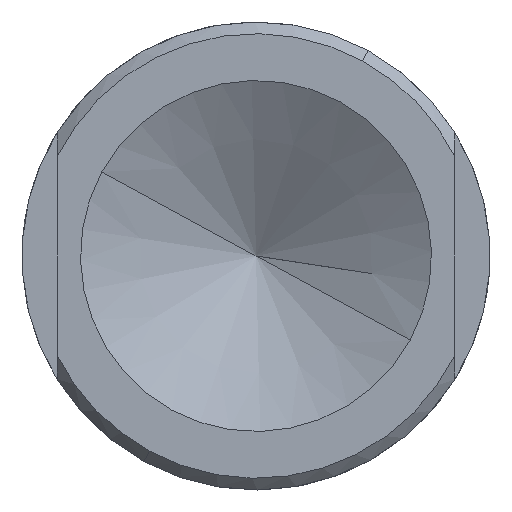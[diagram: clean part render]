
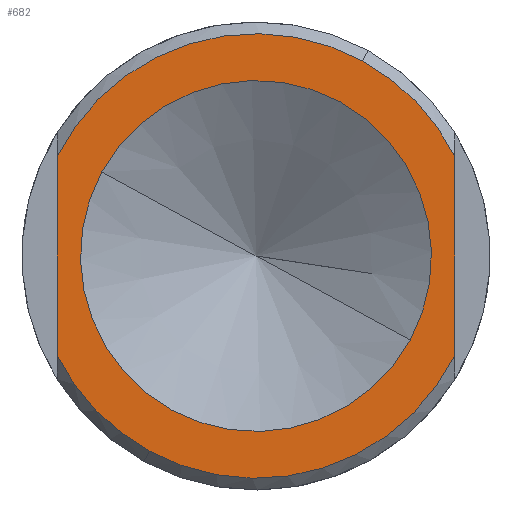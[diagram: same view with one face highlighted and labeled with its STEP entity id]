
A CAD part, front view. The second image highlights one B-rep face of the part: STEP entity #682.
In plain terms, the highlighted planar face has unit normal (0, -1, 0).
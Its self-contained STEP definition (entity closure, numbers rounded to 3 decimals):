
#515=CARTESIAN_POINT('Vertex',(-8.5,0.,-4.243)) ;
#518=CARTESIAN_POINT('Line Origine',(-8.5,0.,0.)) ;
#522=CARTESIAN_POINT('Vertex',(-8.5,0.,4.243)) ;
#551=CARTESIAN_POINT('Vertex',(-4.555,0.,-8.337)) ;
#554=CARTESIAN_POINT('Axis2P3D Location',(0.,0.,0.)) ;
#571=CARTESIAN_POINT('Axis2P3D Location',(0.,0.,0.)) ;
#575=CARTESIAN_POINT('Vertex',(8.5,0.,-4.243)) ;
#603=CARTESIAN_POINT('Vertex',(8.5,0.,4.243)) ;
#606=CARTESIAN_POINT('Line Origine',(8.5,0.,0.)) ;
#624=CARTESIAN_POINT('Vertex',(4.555,0.,8.337)) ;
#627=CARTESIAN_POINT('Axis2P3D Location',(0.,0.,0.)) ;
#639=CARTESIAN_POINT('Axis2P3D Location',(0.,0.,0.)) ;
#651=CARTESIAN_POINT('Axis2P3D Location',(0.,0.,10.)) ;
#664=CARTESIAN_POINT('Axis2P3D Location',(0.,0.,0.)) ;
#668=CARTESIAN_POINT('Vertex',(-6.582,0.,3.596)) ;
#670=CARTESIAN_POINT('Vertex',(6.582,0.,-3.596)) ;
#673=CARTESIAN_POINT('Axis2P3D Location',(0.,0.,0.)) ;
#519=DIRECTION('Vector Direction',(0.,0.,-1.)) ;
#555=DIRECTION('Axis2P3D Direction',(0.,1.,0.)) ;
#572=DIRECTION('Axis2P3D Direction',(0.,1.,0.)) ;
#607=DIRECTION('Vector Direction',(0.,0.,-1.)) ;
#628=DIRECTION('Axis2P3D Direction',(0.,1.,0.)) ;
#640=DIRECTION('Axis2P3D Direction',(0.,1.,0.)) ;
#652=DIRECTION('Axis2P3D Direction',(0.,1.,0.)) ;
#653=DIRECTION('Axis2P3D XDirection',(1.,0.,0.)) ;
#665=DIRECTION('Axis2P3D Direction',(0.,1.,0.)) ;
#674=DIRECTION('Axis2P3D Direction',(0.,1.,0.)) ;
#556=AXIS2_PLACEMENT_3D('Circle Axis2P3D',#554,#555,$) ;
#573=AXIS2_PLACEMENT_3D('Circle Axis2P3D',#571,#572,$) ;
#629=AXIS2_PLACEMENT_3D('Circle Axis2P3D',#627,#628,$) ;
#641=AXIS2_PLACEMENT_3D('Circle Axis2P3D',#639,#640,$) ;
#654=AXIS2_PLACEMENT_3D('Plane Axis2P3D',#651,#652,#653) ;
#666=AXIS2_PLACEMENT_3D('Circle Axis2P3D',#664,#665,$) ;
#675=AXIS2_PLACEMENT_3D('Circle Axis2P3D',#673,#674,$) ;
#657=ORIENTED_EDGE('',*,*,#524,.F.) ;
#658=ORIENTED_EDGE('',*,*,#558,.F.) ;
#659=ORIENTED_EDGE('',*,*,#577,.F.) ;
#660=ORIENTED_EDGE('',*,*,#610,.F.) ;
#661=ORIENTED_EDGE('',*,*,#631,.F.) ;
#662=ORIENTED_EDGE('',*,*,#643,.F.) ;
#679=ORIENTED_EDGE('',*,*,#672,.T.) ;
#680=ORIENTED_EDGE('',*,*,#677,.T.) ;
#681=FACE_BOUND('',#678,.T.) ;
#520=VECTOR('Line Direction',#519,1.) ;
#608=VECTOR('Line Direction',#607,1.) ;
#682=ADVANCED_FACE('',(#663,#681),#655,.F.) ;
#557=CIRCLE('generated circle',#556,9.5) ;
#574=CIRCLE('generated circle',#573,9.5) ;
#630=CIRCLE('generated circle',#629,9.5) ;
#642=CIRCLE('generated circle',#641,9.5) ;
#667=CIRCLE('generated circle',#666,7.5) ;
#676=CIRCLE('generated circle',#675,7.5) ;
#524=EDGE_CURVE('',#516,#523,#521,.F.) ;
#558=EDGE_CURVE('',#552,#516,#557,.T.) ;
#577=EDGE_CURVE('',#576,#552,#574,.T.) ;
#610=EDGE_CURVE('',#604,#576,#609,.T.) ;
#631=EDGE_CURVE('',#625,#604,#630,.T.) ;
#643=EDGE_CURVE('',#523,#625,#642,.T.) ;
#672=EDGE_CURVE('',#669,#671,#667,.T.) ;
#677=EDGE_CURVE('',#671,#669,#676,.T.) ;
#656=EDGE_LOOP('',(#657,#658,#659,#660,#661,#662)) ;
#678=EDGE_LOOP('',(#679,#680)) ;
#663=FACE_OUTER_BOUND('',#656,.T.) ;
#521=LINE('Line',#518,#520) ;
#609=LINE('Line',#606,#608) ;
#655=PLANE('Plane',#654) ;
#516=VERTEX_POINT('',#515) ;
#523=VERTEX_POINT('',#522) ;
#552=VERTEX_POINT('',#551) ;
#576=VERTEX_POINT('',#575) ;
#604=VERTEX_POINT('',#603) ;
#625=VERTEX_POINT('',#624) ;
#669=VERTEX_POINT('',#668) ;
#671=VERTEX_POINT('',#670) ;
